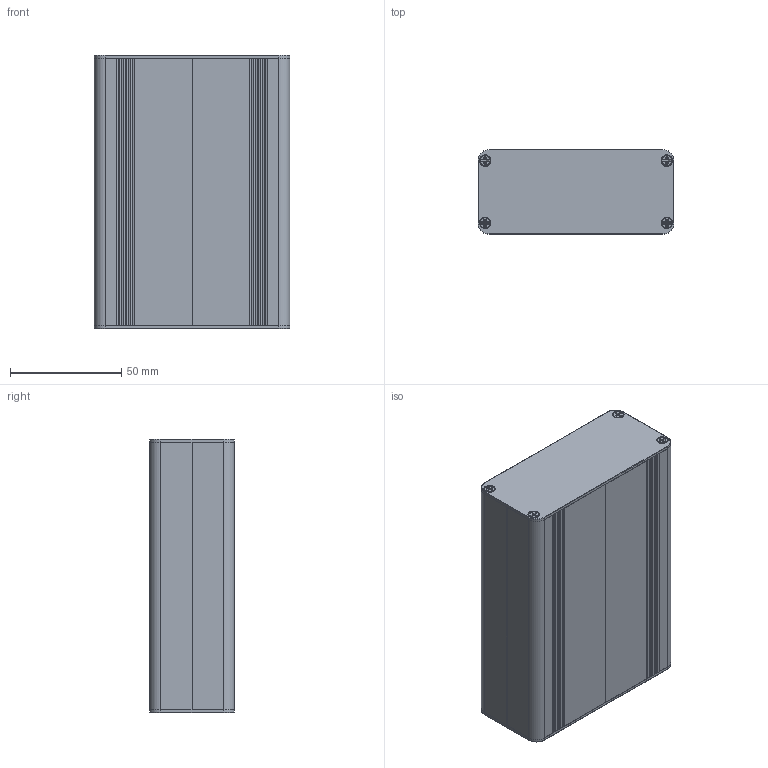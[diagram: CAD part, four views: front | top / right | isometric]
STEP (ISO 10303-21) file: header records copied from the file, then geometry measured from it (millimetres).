
FILE_DESCRIPTION((''),'2;1');
FILE_NAME('ASM0001_ASM','2020-02-17T',('Administrator'),(''),'PRO/ENGINEER BY PARAMETRIC TECHNOLOGY CORPORATION, 2007090','PRO/ENGINEER BY PARAMETRIC TECHNOLOGY CORPORATION, 2007090','');
FILE_SCHEMA(('CONFIG_CONTROL_DESIGN'));
Length unit declared in the file: millimetre
Products named in the file (4): 1; 2; M2-5; ASM0001_ASM
Assembly tree (12 placements, depth 2):
  ASM0001_ASM
    1  x2
    2  x2
    M2-5  x8
Bounding box: 88 x 38 x 122.7 mm (x, y, z)
Volume: 70391.3 mm3; surface area: 81430.4 mm2
Topology: 12 solids, 20 shells, 1690 faces, 4284 edges, 2648 vertices
Faces by surface type: plane 960, cylinder 394, bspline 160, torus 64, sphere 64, cone 32, revolution 8, extrusion 8
Entity records: 22868 total; most frequent: CARTESIAN_POINT 4274, ORIENTED_EDGE 3104, DIRECTION 2792, EDGE_CURVE 1554, PRESENTATION_STYLE_ASSIGNMENT 1360, STYLED_ITEM 1360, CURVE_STYLE 1358, VECTOR 1338
